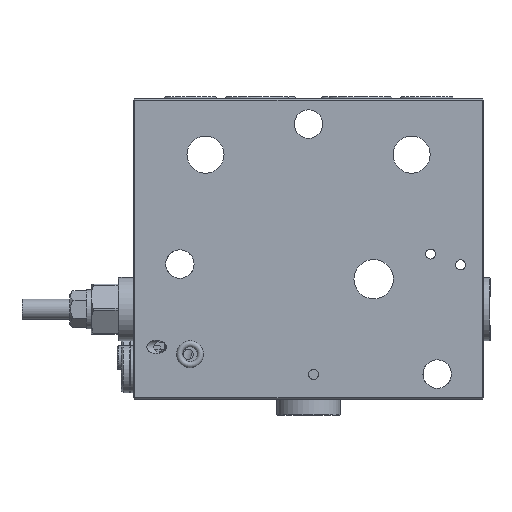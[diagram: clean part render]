
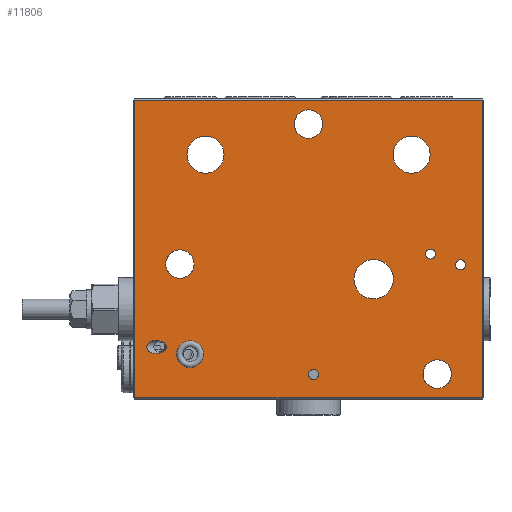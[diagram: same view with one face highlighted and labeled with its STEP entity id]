
A CAD part, front view. The second image highlights one B-rep face of the part: STEP entity #11806.
In plain terms, the highlighted planar face has unit normal (0, -1, 0).
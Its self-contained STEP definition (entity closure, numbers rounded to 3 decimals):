
#391=PLANE('',#12814);
#1858=ELLIPSE('',#12796,2.879,2.);
#1995=LINE('',#18237,#2435);
#1996=LINE('',#18240,#2436);
#1997=LINE('',#18242,#2437);
#1998=LINE('',#18244,#2438);
#2435=VECTOR('',#14554,1000.);
#2436=VECTOR('',#14555,1000.);
#2437=VECTOR('',#14556,1000.);
#2438=VECTOR('',#14557,1000.);
#2955=ORIENTED_EDGE('',*,*,#5559,.T.);
#2956=ORIENTED_EDGE('',*,*,#5560,.T.);
#2957=ORIENTED_EDGE('',*,*,#5561,.T.);
#2958=ORIENTED_EDGE('',*,*,#5562,.T.);
#2959=ORIENTED_EDGE('',*,*,#5563,.T.);
#2960=ORIENTED_EDGE('',*,*,#5531,.F.);
#2961=ORIENTED_EDGE('',*,*,#5529,.F.);
#2962=ORIENTED_EDGE('',*,*,#5527,.F.);
#2963=ORIENTED_EDGE('',*,*,#5501,.T.);
#2964=ORIENTED_EDGE('',*,*,#5499,.F.);
#2965=ORIENTED_EDGE('',*,*,#5497,.F.);
#2966=ORIENTED_EDGE('',*,*,#5479,.F.);
#2967=ORIENTED_EDGE('',*,*,#5564,.F.);
#2968=ORIENTED_EDGE('',*,*,#5565,.F.);
#2969=ORIENTED_EDGE('',*,*,#5539,.F.);
#5479=EDGE_CURVE('',#6781,#6781,#7839,.T.);
#5497=EDGE_CURVE('',#6799,#6799,#7857,.T.);
#5499=EDGE_CURVE('',#6801,#6801,#7859,.T.);
#5501=EDGE_CURVE('',#6803,#6803,#7861,.T.);
#5527=EDGE_CURVE('',#6829,#6829,#7884,.T.);
#5529=EDGE_CURVE('',#6831,#6831,#7886,.T.);
#5531=EDGE_CURVE('',#6833,#6833,#7888,.T.);
#5539=EDGE_CURVE('',#6841,#6841,#1858,.T.);
#5559=EDGE_CURVE('',#6861,#6861,#7899,.T.);
#5560=EDGE_CURVE('',#6862,#6863,#1995,.T.);
#5561=EDGE_CURVE('',#6863,#6864,#1996,.T.);
#5562=EDGE_CURVE('',#6864,#6865,#1997,.T.);
#5563=EDGE_CURVE('',#6865,#6862,#1998,.T.);
#5564=EDGE_CURVE('',#6866,#6866,#7900,.T.);
#5565=EDGE_CURVE('',#6867,#6867,#7901,.T.);
#6781=VERTEX_POINT('',#18002);
#6799=VERTEX_POINT('',#18047);
#6801=VERTEX_POINT('',#18052);
#6803=VERTEX_POINT('',#18057);
#6829=VERTEX_POINT('',#18127);
#6831=VERTEX_POINT('',#18132);
#6833=VERTEX_POINT('',#18137);
#6841=VERTEX_POINT('',#18157);
#6861=VERTEX_POINT('',#18236);
#6862=VERTEX_POINT('',#18238);
#6863=VERTEX_POINT('',#18239);
#6864=VERTEX_POINT('',#18241);
#6865=VERTEX_POINT('',#18243);
#6866=VERTEX_POINT('',#18246);
#6867=VERTEX_POINT('',#18248);
#7839=CIRCLE('',#12710,4.25);
#7857=CIRCLE('',#12737,1.5);
#7859=CIRCLE('',#12740,1.5);
#7861=CIRCLE('',#12743,1.5);
#7884=CIRCLE('',#12778,5.55);
#7886=CIRCLE('',#12781,5.55);
#7888=CIRCLE('',#12784,5.9);
#7899=CIRCLE('',#12815,3.9);
#7900=CIRCLE('',#12816,4.25);
#7901=CIRCLE('',#12817,4.25);
#8629=EDGE_LOOP('',(#2955));
#8630=EDGE_LOOP('',(#2956,#2957,#2958,#2959));
#8631=EDGE_LOOP('',(#2960));
#8632=EDGE_LOOP('',(#2961));
#8633=EDGE_LOOP('',(#2962));
#8634=EDGE_LOOP('',(#2963));
#8635=EDGE_LOOP('',(#2964));
#8636=EDGE_LOOP('',(#2965));
#8637=EDGE_LOOP('',(#2966));
#8638=EDGE_LOOP('',(#2967));
#8639=EDGE_LOOP('',(#2968));
#8640=EDGE_LOOP('',(#2969));
#10072=FACE_BOUND('',#8629,.T.);
#10073=FACE_BOUND('',#8630,.T.);
#10074=FACE_BOUND('',#8631,.T.);
#10075=FACE_BOUND('',#8632,.T.);
#10076=FACE_BOUND('',#8633,.T.);
#10077=FACE_BOUND('',#8634,.T.);
#10078=FACE_BOUND('',#8635,.T.);
#10079=FACE_BOUND('',#8636,.T.);
#10080=FACE_BOUND('',#8637,.T.);
#10081=FACE_BOUND('',#8638,.T.);
#10082=FACE_BOUND('',#8639,.T.);
#10083=FACE_BOUND('',#8640,.T.);
#11806=ADVANCED_FACE('',(#10072,#10073,#10074,#10075,#10076,#10077,#10078,
#10079,#10080,#10081,#10082,#10083),#391,.T.);
#12710=AXIS2_PLACEMENT_3D('',#18001,#14336,#14337);
#12737=AXIS2_PLACEMENT_3D('',#18046,#14390,#14391);
#12740=AXIS2_PLACEMENT_3D('',#18051,#14396,#14397);
#12743=AXIS2_PLACEMENT_3D('',#18056,#14402,#14403);
#12778=AXIS2_PLACEMENT_3D('',#18126,#14474,#14475);
#12781=AXIS2_PLACEMENT_3D('',#18131,#14480,#14481);
#12784=AXIS2_PLACEMENT_3D('',#18136,#14486,#14487);
#12796=AXIS2_PLACEMENT_3D('',#18156,#14510,#14511);
#12814=AXIS2_PLACEMENT_3D('',#18234,#14550,#14551);
#12815=AXIS2_PLACEMENT_3D('',#18235,#14552,#14553);
#12816=AXIS2_PLACEMENT_3D('',#18245,#14558,#14559);
#12817=AXIS2_PLACEMENT_3D('',#18247,#14560,#14561);
#14336=DIRECTION('',(0.,-1.,0.));
#14337=DIRECTION('',(1.,0.,0.));
#14390=DIRECTION('',(0.,-1.,0.));
#14391=DIRECTION('',(0.,0.,-1.));
#14396=DIRECTION('',(0.,-1.,0.));
#14397=DIRECTION('',(0.,0.,-1.));
#14402=DIRECTION('',(0.,1.,0.));
#14403=DIRECTION('',(0.,0.,-1.));
#14474=DIRECTION('',(0.,-1.,0.));
#14475=DIRECTION('',(0.,0.,-1.));
#14480=DIRECTION('',(0.,-1.,0.));
#14481=DIRECTION('',(0.,0.,-1.));
#14486=DIRECTION('',(0.,-1.,0.));
#14487=DIRECTION('',(0.,0.,-1.));
#14510=DIRECTION('',(0.,-1.,0.));
#14511=DIRECTION('',(1.,0.,0.));
#14550=DIRECTION('',(0.,-1.,0.));
#14551=DIRECTION('',(0.,0.,-1.));
#14552=DIRECTION('',(0.,1.,0.));
#14553=DIRECTION('',(0.,0.,-1.));
#14554=DIRECTION('',(-1.,0.,0.));
#14555=DIRECTION('',(0.,0.,-1.));
#14556=DIRECTION('',(1.,0.,0.));
#14557=DIRECTION('',(0.,0.,1.));
#14558=DIRECTION('',(0.,-1.,0.));
#14559=DIRECTION('',(1.,0.,0.));
#14560=DIRECTION('',(0.,-1.,0.));
#14561=DIRECTION('',(1.,0.,0.));
#18001=CARTESIAN_POINT('',(14.,-19.5,40.5));
#18002=CARTESIAN_POINT('',(18.25,-19.5,40.5));
#18046=CARTESIAN_POINT('',(98.,-19.5,40.25));
#18047=CARTESIAN_POINT('',(98.,-19.5,38.75));
#18051=CARTESIAN_POINT('',(89.,-19.5,43.5));
#18052=CARTESIAN_POINT('',(89.,-19.5,42.));
#18056=CARTESIAN_POINT('',(54.,-19.5,7.5));
#18057=CARTESIAN_POINT('',(54.,-19.5,6.));
#18126=CARTESIAN_POINT('',(83.35,-19.5,73.25));
#18127=CARTESIAN_POINT('',(83.35,-19.5,67.7));
#18131=CARTESIAN_POINT('',(21.65,-19.5,73.25));
#18132=CARTESIAN_POINT('',(21.65,-19.5,67.7));
#18136=CARTESIAN_POINT('',(72.,-19.5,36.));
#18137=CARTESIAN_POINT('',(72.,-19.5,30.1));
#18156=CARTESIAN_POINT('',(7.,-19.5,15.7));
#18157=CARTESIAN_POINT('',(9.879,-19.5,15.7));
#18234=CARTESIAN_POINT('',(0.,-19.5,0.));
#18235=CARTESIAN_POINT('',(17.,-19.5,13.5));
#18236=CARTESIAN_POINT('',(17.,-19.5,9.6));
#18237=CARTESIAN_POINT('',(0.,-19.5,89.5));
#18238=CARTESIAN_POINT('',(104.5,-19.5,89.5));
#18239=CARTESIAN_POINT('',(0.5,-19.5,89.5));
#18240=CARTESIAN_POINT('',(0.5,-19.5,0.));
#18241=CARTESIAN_POINT('',(0.5,-19.5,0.5));
#18242=CARTESIAN_POINT('',(0.,-19.5,0.5));
#18243=CARTESIAN_POINT('',(104.5,-19.5,0.5));
#18244=CARTESIAN_POINT('',(104.5,-19.5,0.));
#18245=CARTESIAN_POINT('',(91.,-19.5,7.6));
#18246=CARTESIAN_POINT('',(95.25,-19.5,7.6));
#18247=CARTESIAN_POINT('',(52.5,-19.5,82.4));
#18248=CARTESIAN_POINT('',(56.75,-19.5,82.4));
